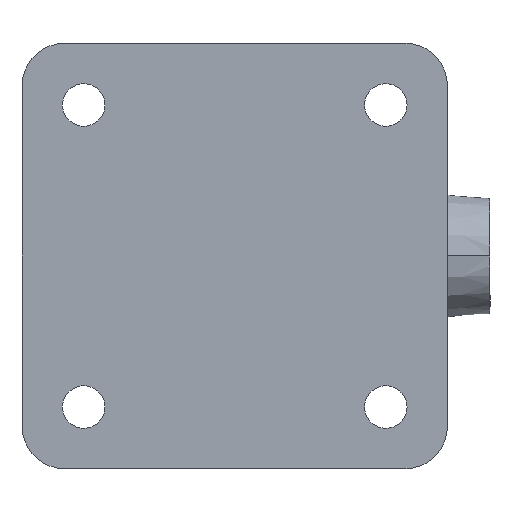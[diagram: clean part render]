
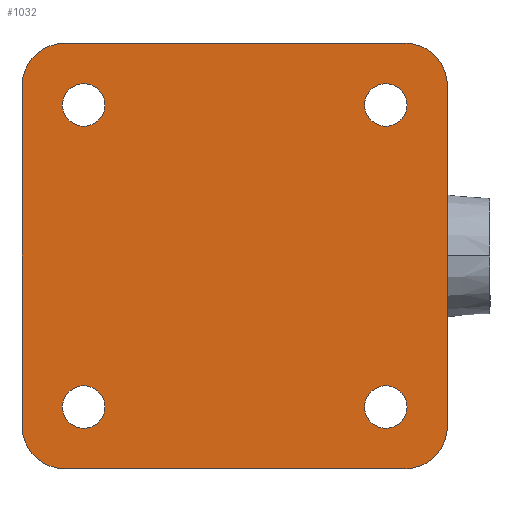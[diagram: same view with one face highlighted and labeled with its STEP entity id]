
A CAD part, front view. The second image highlights one B-rep face of the part: STEP entity #1032.
In plain terms, the highlighted planar face has unit normal (0, -1, 0).
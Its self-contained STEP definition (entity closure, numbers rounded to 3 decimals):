
#7 = ORIENTED_EDGE ( 'NONE', *, *, #1539, .F. ) ;
#32 = VERTEX_POINT ( 'NONE', #1583 ) ;
#71 = DIRECTION ( 'NONE',  ( 1., 0., 0. ) ) ;
#72 = DIRECTION ( 'NONE',  ( 1., 0., 0. ) ) ;
#79 = CARTESIAN_POINT ( 'NONE',  ( -35.5, -6., 40.5 ) ) ;
#95 = CARTESIAN_POINT ( 'NONE',  ( -35.5, -6., -30.5 ) ) ;
#103 = PLANE ( 'NONE',  #2003 ) ;
#112 = CIRCLE ( 'NONE', #605, 5. ) ;
#130 = DIRECTION ( 'NONE',  ( -1., 0., 0. ) ) ;
#131 = DIRECTION ( 'NONE',  ( 1., 0., 0. ) ) ;
#137 = EDGE_LOOP ( 'NONE', ( #242, #1449, #2321, #313, #1642, #1333, #423, #249 ) ) ;
#157 = DIRECTION ( 'NONE',  ( 0., -1., 0. ) ) ;
#187 = DIRECTION ( 'NONE',  ( 0., -1., 0. ) ) ;
#242 = ORIENTED_EDGE ( 'NONE', *, *, #1119, .T. ) ;
#249 = ORIENTED_EDGE ( 'NONE', *, *, #2322, .T. ) ;
#272 = ORIENTED_EDGE ( 'NONE', *, *, #1047, .F. ) ;
#296 = CARTESIAN_POINT ( 'NONE',  ( -35.5, -6., 30.5 ) ) ;
#313 = ORIENTED_EDGE ( 'NONE', *, *, #1838, .T. ) ;
#317 = DIRECTION ( 'NONE',  ( 0., -1., 0. ) ) ;
#349 = CARTESIAN_POINT ( 'NONE',  ( -35.5, -6., 35.5 ) ) ;
#372 = VECTOR ( 'NONE', #833, 1000. ) ;
#383 = VERTEX_POINT ( 'NONE', #1615 ) ;
#400 = CARTESIAN_POINT ( 'NONE',  ( 35.5, -6., 35.5 ) ) ;
#402 = CARTESIAN_POINT ( 'NONE',  ( -35.5, -6., -35.5 ) ) ;
#404 = CIRCLE ( 'NONE', #479, 5. ) ;
#423 = ORIENTED_EDGE ( 'NONE', *, *, #1510, .T. ) ;
#436 = ORIENTED_EDGE ( 'NONE', *, *, #1857, .F. ) ;
#452 = VERTEX_POINT ( 'NONE', #95 ) ;
#464 = DIRECTION ( 'NONE',  ( 0., -1., 0. ) ) ;
#468 = DIRECTION ( 'NONE',  ( 0., 0., -1. ) ) ;
#469 = EDGE_CURVE ( 'NONE', #452, #1311, #112, .T. ) ;
#479 = AXIS2_PLACEMENT_3D ( 'NONE', #402, #1532, #72 ) ;
#492 = CARTESIAN_POINT ( 'NONE',  ( -40., -6., 40. ) ) ;
#534 = VERTEX_POINT ( 'NONE', #296 ) ;
#568 = CIRCLE ( 'NONE', #2211, 10. ) ;
#572 = ORIENTED_EDGE ( 'NONE', *, *, #620, .F. ) ;
#579 = CARTESIAN_POINT ( 'NONE',  ( 50., -6., -40. ) ) ;
#605 = AXIS2_PLACEMENT_3D ( 'NONE', #665, #1566, #71 ) ;
#614 = CARTESIAN_POINT ( 'NONE',  ( -50., -6., 50. ) ) ;
#620 = EDGE_CURVE ( 'NONE', #1793, #1931, #2171, .T. ) ;
#621 = CARTESIAN_POINT ( 'NONE',  ( -50., -6., 40. ) ) ;
#637 = EDGE_CURVE ( 'NONE', #2373, #534, #915, .T. ) ;
#641 = CIRCLE ( 'NONE', #1804, 5. ) ;
#665 = CARTESIAN_POINT ( 'NONE',  ( -35.5, -6., -35.5 ) ) ;
#699 = FACE_BOUND ( 'NONE', #1057, .T. ) ;
#718 = LINE ( 'NONE', #1086, #2313 ) ;
#768 = AXIS2_PLACEMENT_3D ( 'NONE', #2168, #464, #1232 ) ;
#790 = EDGE_CURVE ( 'NONE', #32, #1543, #641, .T. ) ;
#833 = DIRECTION ( 'NONE',  ( 0., 0., -1. ) ) ;
#866 = DIRECTION ( 'NONE',  ( 0., 0., -1. ) ) ;
#871 = FACE_BOUND ( 'NONE', #1863, .T. ) ;
#881 = VERTEX_POINT ( 'NONE', #971 ) ;
#895 = VERTEX_POINT ( 'NONE', #621 ) ;
#915 = CIRCLE ( 'NONE', #1105, 5. ) ;
#920 = LINE ( 'NONE', #2238, #2010 ) ;
#942 = VERTEX_POINT ( 'NONE', #1742 ) ;
#949 = AXIS2_PLACEMENT_3D ( 'NONE', #2376, #1442, #866 ) ;
#950 = AXIS2_PLACEMENT_3D ( 'NONE', #1049, #1613, #1597 ) ;
#963 = EDGE_CURVE ( 'NONE', #2095, #2093, #1370, .T. ) ;
#971 = CARTESIAN_POINT ( 'NONE',  ( -40., -6., -50. ) ) ;
#989 = CIRCLE ( 'NONE', #1925, 5. ) ;
#1032 = ADVANCED_FACE ( 'NONE', ( #2175, #1235, #699, #871, #1077 ), #103, .T. ) ;
#1047 = EDGE_CURVE ( 'NONE', #1931, #1793, #1570, .T. ) ;
#1049 = CARTESIAN_POINT ( 'NONE',  ( 40., -6., -40. ) ) ;
#1057 = EDGE_LOOP ( 'NONE', ( #572, #272 ) ) ;
#1077 = FACE_OUTER_BOUND ( 'NONE', #137, .T. ) ;
#1086 = CARTESIAN_POINT ( 'NONE',  ( 50., -6., 50. ) ) ;
#1105 = AXIS2_PLACEMENT_3D ( 'NONE', #349, #2179, #1801 ) ;
#1119 = EDGE_CURVE ( 'NONE', #1439, #2095, #1590, .T. ) ;
#1131 = DIRECTION ( 'NONE',  ( 1., 0., 0. ) ) ;
#1137 = DIRECTION ( 'NONE',  ( 1., 0., 0. ) ) ;
#1168 = CARTESIAN_POINT ( 'NONE',  ( 40., -6., 50. ) ) ;
#1182 = LINE ( 'NONE', #614, #372 ) ;
#1214 = DIRECTION ( 'NONE',  ( 0., -1., 0. ) ) ;
#1223 = AXIS2_PLACEMENT_3D ( 'NONE', #1604, #1999, #2351 ) ;
#1232 = DIRECTION ( 'NONE',  ( 1., 0., 0. ) ) ;
#1235 = FACE_BOUND ( 'NONE', #1281, .T. ) ;
#1278 = DIRECTION ( 'NONE',  ( 0., -1., 0. ) ) ;
#1281 = EDGE_LOOP ( 'NONE', ( #2341, #1546 ) ) ;
#1295 = EDGE_LOOP ( 'NONE', ( #7, #1396 ) ) ;
#1311 = VERTEX_POINT ( 'NONE', #1726 ) ;
#1325 = CARTESIAN_POINT ( 'NONE',  ( -35.5, -6., 35.5 ) ) ;
#1333 = ORIENTED_EDGE ( 'NONE', *, *, #2306, .T. ) ;
#1336 = CARTESIAN_POINT ( 'NONE',  ( 50., -6., 40. ) ) ;
#1365 = CARTESIAN_POINT ( 'NONE',  ( 40., -6., 40. ) ) ;
#1370 = CIRCLE ( 'NONE', #2162, 10. ) ;
#1390 = DIRECTION ( 'NONE',  ( 0., 0., 1. ) ) ;
#1396 = ORIENTED_EDGE ( 'NONE', *, *, #637, .F. ) ;
#1439 = VERTEX_POINT ( 'NONE', #579 ) ;
#1442 = DIRECTION ( 'NONE',  ( 0., -1., 0. ) ) ;
#1449 = ORIENTED_EDGE ( 'NONE', *, *, #963, .T. ) ;
#1510 = EDGE_CURVE ( 'NONE', #881, #1987, #920, .T. ) ;
#1511 = DIRECTION ( 'NONE',  ( 1., 0., 0. ) ) ;
#1532 = DIRECTION ( 'NONE',  ( 0., -1., 0. ) ) ;
#1539 = EDGE_CURVE ( 'NONE', #534, #2373, #989, .T. ) ;
#1543 = VERTEX_POINT ( 'NONE', #2078 ) ;
#1546 = ORIENTED_EDGE ( 'NONE', *, *, #469, .F. ) ;
#1566 = DIRECTION ( 'NONE',  ( 0., -1., 0. ) ) ;
#1570 = CIRCLE ( 'NONE', #2280, 5. ) ;
#1583 = CARTESIAN_POINT ( 'NONE',  ( 35.5, -6., 40.5 ) ) ;
#1590 = LINE ( 'NONE', #2335, #1974 ) ;
#1595 = DIRECTION ( 'NONE',  ( 0., 0., -1. ) ) ;
#1597 = DIRECTION ( 'NONE',  ( 0., 0., -1. ) ) ;
#1604 = CARTESIAN_POINT ( 'NONE',  ( 35.5, -6., -35.5 ) ) ;
#1613 = DIRECTION ( 'NONE',  ( 0., -1., 0. ) ) ;
#1615 = CARTESIAN_POINT ( 'NONE',  ( -50., -6., -40. ) ) ;
#1617 = DIRECTION ( 'NONE',  ( 0., 0., -1. ) ) ;
#1642 = ORIENTED_EDGE ( 'NONE', *, *, #1665, .T. ) ;
#1665 = EDGE_CURVE ( 'NONE', #895, #383, #1182, .T. ) ;
#1726 = CARTESIAN_POINT ( 'NONE',  ( -35.5, -6., -40.5 ) ) ;
#1742 = CARTESIAN_POINT ( 'NONE',  ( -40., -6., 50. ) ) ;
#1768 = CIRCLE ( 'NONE', #950, 10. ) ;
#1793 = VERTEX_POINT ( 'NONE', #2154 ) ;
#1801 = DIRECTION ( 'NONE',  ( 1., 0., 0. ) ) ;
#1804 = AXIS2_PLACEMENT_3D ( 'NONE', #400, #1278, #1137 ) ;
#1838 = EDGE_CURVE ( 'NONE', #942, #895, #568, .T. ) ;
#1857 = EDGE_CURVE ( 'NONE', #1543, #32, #2318, .T. ) ;
#1863 = EDGE_LOOP ( 'NONE', ( #436, #2331 ) ) ;
#1925 = AXIS2_PLACEMENT_3D ( 'NONE', #1325, #187, #1511 ) ;
#1931 = VERTEX_POINT ( 'NONE', #2055 ) ;
#1957 = DIRECTION ( 'NONE',  ( 0., -1., 0. ) ) ;
#1974 = VECTOR ( 'NONE', #1390, 1000. ) ;
#1986 = CARTESIAN_POINT ( 'NONE',  ( -50., -6., 50. ) ) ;
#1987 = VERTEX_POINT ( 'NONE', #2018 ) ;
#1999 = DIRECTION ( 'NONE',  ( 0., -1., 0. ) ) ;
#2003 = AXIS2_PLACEMENT_3D ( 'NONE', #1986, #1957, #468 ) ;
#2010 = VECTOR ( 'NONE', #1131, 1000. ) ;
#2018 = CARTESIAN_POINT ( 'NONE',  ( 40., -6., -50. ) ) ;
#2055 = CARTESIAN_POINT ( 'NONE',  ( 35.5, -6., -30.5 ) ) ;
#2078 = CARTESIAN_POINT ( 'NONE',  ( 35.5, -6., 30.5 ) ) ;
#2093 = VERTEX_POINT ( 'NONE', #1168 ) ;
#2095 = VERTEX_POINT ( 'NONE', #1336 ) ;
#2100 = EDGE_CURVE ( 'NONE', #1311, #452, #404, .T. ) ;
#2125 = CIRCLE ( 'NONE', #949, 10. ) ;
#2154 = CARTESIAN_POINT ( 'NONE',  ( 35.5, -6., -40.5 ) ) ;
#2158 = CARTESIAN_POINT ( 'NONE',  ( 35.5, -6., -35.5 ) ) ;
#2162 = AXIS2_PLACEMENT_3D ( 'NONE', #1365, #317, #1617 ) ;
#2168 = CARTESIAN_POINT ( 'NONE',  ( 35.5, -6., 35.5 ) ) ;
#2171 = CIRCLE ( 'NONE', #1223, 5. ) ;
#2175 = FACE_BOUND ( 'NONE', #1295, .T. ) ;
#2179 = DIRECTION ( 'NONE',  ( 0., -1., 0. ) ) ;
#2211 = AXIS2_PLACEMENT_3D ( 'NONE', #492, #1214, #1595 ) ;
#2238 = CARTESIAN_POINT ( 'NONE',  ( -50., -6., -50. ) ) ;
#2280 = AXIS2_PLACEMENT_3D ( 'NONE', #2158, #157, #131 ) ;
#2306 = EDGE_CURVE ( 'NONE', #383, #881, #2125, .T. ) ;
#2313 = VECTOR ( 'NONE', #130, 1000. ) ;
#2318 = CIRCLE ( 'NONE', #768, 5. ) ;
#2321 = ORIENTED_EDGE ( 'NONE', *, *, #2333, .T. ) ;
#2322 = EDGE_CURVE ( 'NONE', #1987, #1439, #1768, .T. ) ;
#2331 = ORIENTED_EDGE ( 'NONE', *, *, #790, .F. ) ;
#2333 = EDGE_CURVE ( 'NONE', #2093, #942, #718, .T. ) ;
#2335 = CARTESIAN_POINT ( 'NONE',  ( 50., -6., -50. ) ) ;
#2341 = ORIENTED_EDGE ( 'NONE', *, *, #2100, .F. ) ;
#2351 = DIRECTION ( 'NONE',  ( 1., 0., 0. ) ) ;
#2373 = VERTEX_POINT ( 'NONE', #79 ) ;
#2376 = CARTESIAN_POINT ( 'NONE',  ( -40., -6., -40. ) ) ;
